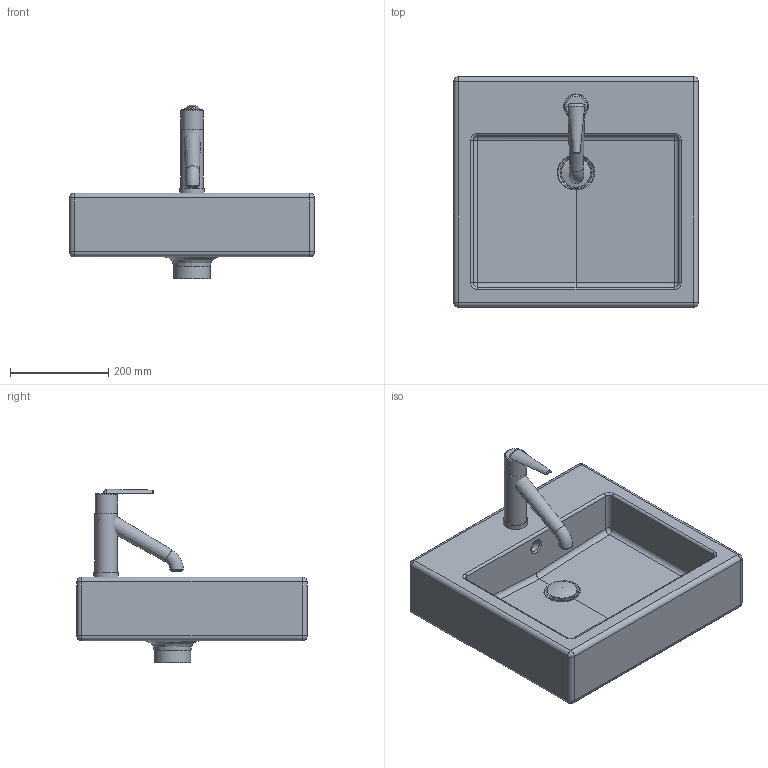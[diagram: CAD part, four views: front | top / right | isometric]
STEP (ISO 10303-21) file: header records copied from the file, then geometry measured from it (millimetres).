
FILE_DESCRIPTION((''),'2;1');
FILE_NAME('045250.stp','2008-11-04T20:54:05',('Huebner'),(''),'Autodesk Inventor 11','Autodesk Inventor 11','');
FILE_SCHEMA(('AUTOMOTIVE_DESIGN { 1 0 10303 214 1 1 1 1 }'));
Length unit declared in the file: millimetre
Products named in the file (9): 045250; Kelch; Stopfen; Hebel150vorlage; hebel1; Hebel1_150neu; Neoperl; Griff
Assembly tree (8 placements, depth 3):
  045250
    045250
    Kelch
    Stopfen
    Hebel150vorlage
      hebel1
      Hebel1_150neu
      Neoperl
      Griff
Bounding box: 500 x 470 x 354.34 mm (x, y, z)
Volume: 14547737 mm3; surface area: 1038275.4 mm2
Topology: 7 solids, 7 shells, 131 faces, 290 edges, 170 vertices
Faces by surface type: cylinder 51, plane 42, torus 13, bspline 12, sphere 8, cone 5
Full cylindrical faces by diameter (mm): 16 x1, 20 x1, 25 x1, 35 x2, 42 x1, 44 x1, 45 x1, 46 x1, 50 x1, 52 x1, 60 x1, 75 x1
Entity records: 5312 total; most frequent: CARTESIAN_POINT 2351, DIRECTION 628, ORIENTED_EDGE 504, AXIS2_PLACEMENT_3D 262, EDGE_CURVE 252, EDGE_LOOP 169, VERTEX_POINT 165, FACE_OUTER_BOUND 131
